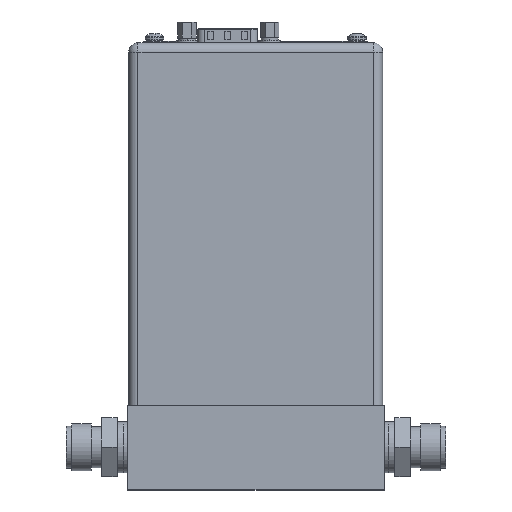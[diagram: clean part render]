
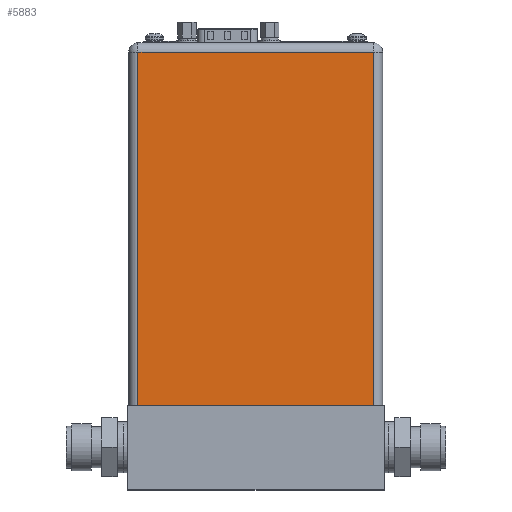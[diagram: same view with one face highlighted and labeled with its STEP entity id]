
A CAD part, top view. The second image highlights one B-rep face of the part: STEP entity #5883.
In plain terms, the highlighted planar face has unit normal (0, 0, 1).
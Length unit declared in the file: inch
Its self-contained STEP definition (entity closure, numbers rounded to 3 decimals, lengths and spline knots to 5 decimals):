
#4766=DIRECTION('',(1.,0.,0.));
#4767=VECTOR('',#4766,2.755);
#4768=CARTESIAN_POINT('',(-1.3775,0.,1.425));
#4769=LINE('',#4768,#4767);
#4806=DIRECTION('',(0.,1.,0.));
#4807=VECTOR('',#4806,4.14);
#4808=CARTESIAN_POINT('',(1.3775,0.,1.425));
#4809=LINE('',#4808,#4807);
#4818=DIRECTION('',(0.,-1.,0.));
#4819=VECTOR('',#4818,4.14);
#4820=CARTESIAN_POINT('',(-1.3775,4.14,1.425));
#4821=LINE('',#4820,#4819);
#5028=DIRECTION('',(-1.,0.,0.));
#5029=VECTOR('',#5028,2.755);
#5030=CARTESIAN_POINT('',(1.3775,4.14,1.425));
#5031=LINE('',#5030,#5029);
#5570=CARTESIAN_POINT('',(1.3775,0.,1.425));
#5572=VERTEX_POINT('',#5570);
#5584=CARTESIAN_POINT('',(-1.3775,0.,1.425));
#5585=VERTEX_POINT('',#5584);
#5602=CARTESIAN_POINT('',(1.3775,4.14,1.425));
#5603=VERTEX_POINT('',#5602);
#5606=CARTESIAN_POINT('',(-1.3775,4.14,1.425));
#5607=VERTEX_POINT('',#5606);
#5870=CARTESIAN_POINT('',(-1.4875,0.,1.425));
#5871=DIRECTION('',(0.,0.,1.));
#5872=DIRECTION('',(1.,0.,0.));
#5873=AXIS2_PLACEMENT_3D('',#5870,#5871,#5872);
#5874=PLANE('',#5873);
#5875=ORIENTED_EDGE('',*,*,#5861,.F.);
#5876=ORIENTED_EDGE('',*,*,#5832,.F.);
#5878=ORIENTED_EDGE('',*,*,#5877,.F.);
#5880=ORIENTED_EDGE('',*,*,#5879,.F.);
#5881=EDGE_LOOP('',(#5875,#5876,#5878,#5880));
#5882=FACE_OUTER_BOUND('',#5881,.F.);
#5883=ADVANCED_FACE('',(#5882),#5874,.T.);
#5832=EDGE_CURVE('',#5585,#5572,#4769,.T.);
#5861=EDGE_CURVE('',#5572,#5603,#4809,.T.);
#5877=EDGE_CURVE('',#5607,#5585,#4821,.T.);
#5879=EDGE_CURVE('',#5603,#5607,#5031,.T.);
